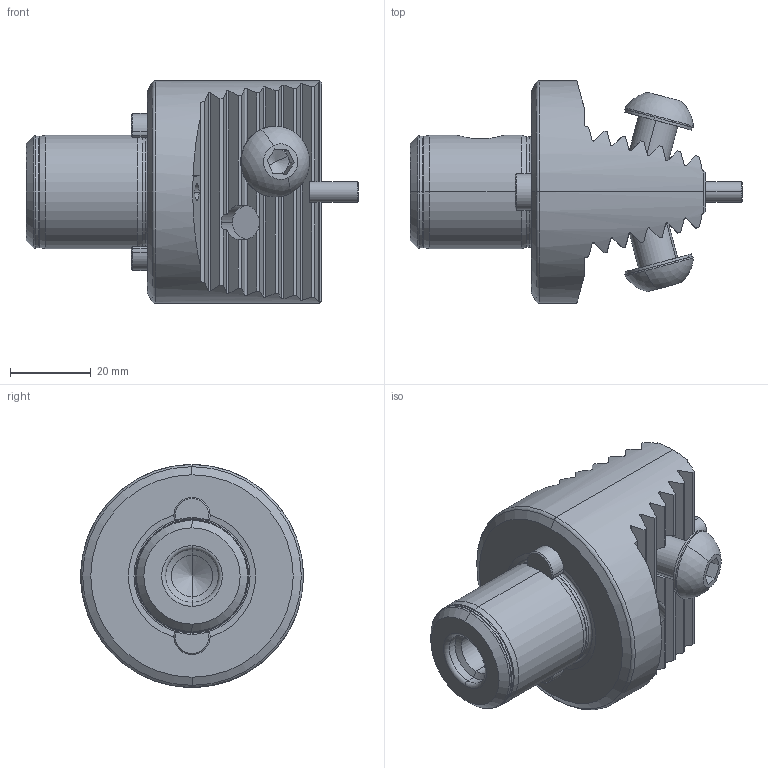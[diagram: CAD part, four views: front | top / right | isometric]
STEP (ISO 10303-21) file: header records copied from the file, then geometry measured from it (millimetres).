
FILE_DESCRIPTION (( 'STEP AP203' ), '1' );
FILE_NAME ('ST5-Z55.K23.080.STEP', '2016-02-12T11:50:19', ( 'SWIAdmin' ), ( 'Hewlett-Packard Company' ), 'SwSTEP 2.0', 'SolidWorks 2015', '' );
FILE_SCHEMA (( 'CONFIG_CONTROL_DESIGN' ));
Length unit declared in the file: millimetre
Products named in the file (7): Z55-ER1.003.025_A_gespannt; Z55-ER1.001.025; ST5-ER2.001.010_A; Z42-ER2.001.019_A; ST5-Z55.K23.080; ST5-Z55.K23.080_A; Z55-ER1.002.025_A
Assembly tree (8 placements, depth 3):
  ST5-Z55.K23.080
    ST5-Z55.K23.080_A
    Z55-ER1.001.025  x2
      Z55-ER1.002.025_A
      Z55-ER1.003.025_A_gespannt
    ST5-ER2.001.010_A  x2
    Z42-ER2.001.019_A
Bounding box: 82 x 55 x 55 mm (x, y, z)
Volume: 81765.8 mm3; surface area: 22443.8 mm2
Topology: 8 solids, 8 shells, 375 faces, 946 edges, 578 vertices
Faces by surface type: plane 157, cylinder 108, cone 78, torus 28, sphere 4
Entity records: 11097 total; most frequent: CARTESIAN_POINT 3071, ORIENTED_EDGE 1632, DIRECTION 1447, EDGE_CURVE 816, AXIS2_PLACEMENT_3D 566, VERTEX_POINT 509, EDGE_LOOP 337, FACE_OUTER_BOUND 321
